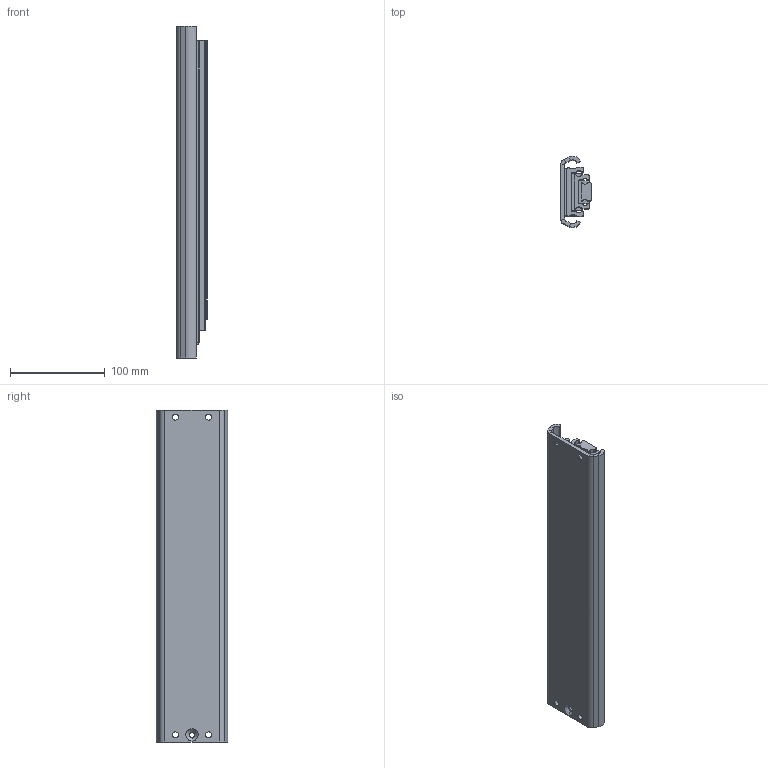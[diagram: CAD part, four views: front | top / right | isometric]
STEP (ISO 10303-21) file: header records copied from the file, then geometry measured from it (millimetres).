
FILE_DESCRIPTION (( 'STEP AP214' ), '1' );
FILE_NAME ('FR_5432.0350mm_14inch_closed.STEP', '2022-10-17T08:24:55', ( '' ), ( '' ), 'SwSTEP 2.0', 'SolidWorks 2020', '' );
FILE_SCHEMA (( 'AUTOMOTIVE_DESIGN' ));
Length unit declared in the file: millimetre
Products named in the file (12): 5432.XXX-03.T093_NL  350; FR 5432 CABINET STOP; 5432.XXX-01.T093_NL  350  ; 5432.XXX-C2.T093_NL  350; 5432.XXX-01.T093_NL  350; 5432.XXX-D2.T093_NL  350; FR 5432 D2 STOP; FR 5432 C2 STOP; FR_5432.0350mm_14inch_closed
Assembly tree (11 placements, depth 3):
  FR_5432.0350mm_14inch_closed
    5432.XXX-01.T093_NL  350  
      5432.XXX-01.T093_NL  350
      FR 5432 CABINET STOP
    5432.XXX-C2.T093_NL  350
      5432.XXX-C2.T093_NL  350
      FR 5432 C2 STOP
    5432.XXX-D2.T093_NL  350
      5432.XXX-D2.T093_NL  350
      FR 5432 D2 STOP
    5432.XXX-03.T093_NL  350
      5432.XXX-03.T093_NL  350
Bounding box: 32 x 74.93 x 350 mm (x, y, z)
Volume: 397968.7 mm3; surface area: 191043.1 mm2
Topology: 7 solids, 7 shells, 186 faces, 478 edges, 306 vertices
Faces by surface type: cylinder 90, plane 78, cone 18
Entity records: 6250 total; most frequent: DIRECTION 1088, CARTESIAN_POINT 988, ORIENTED_EDGE 956, EDGE_CURVE 478, AXIS2_PLACEMENT_3D 406, VERTEX_POINT 306, VECTOR 276, LINE 276
